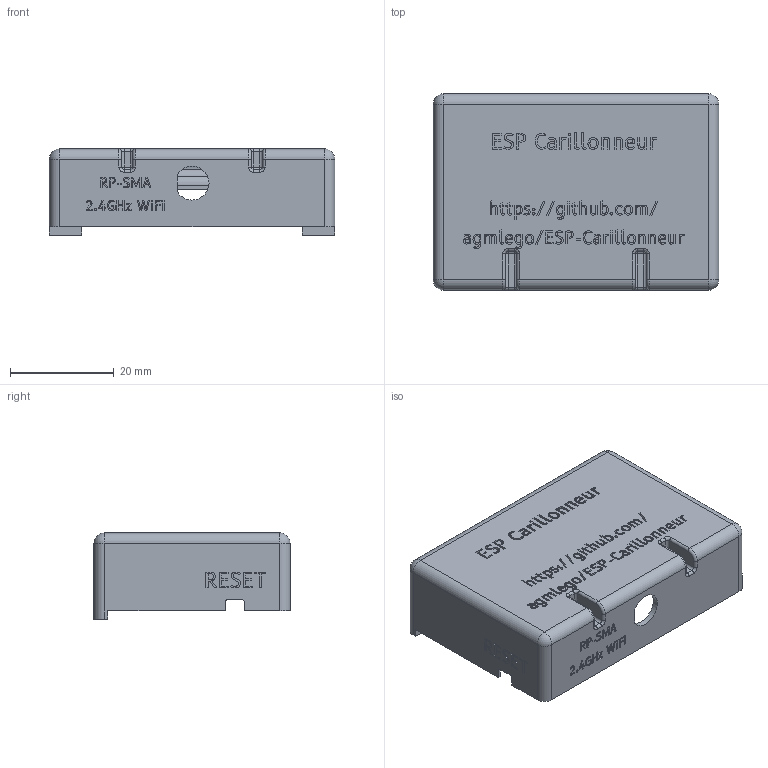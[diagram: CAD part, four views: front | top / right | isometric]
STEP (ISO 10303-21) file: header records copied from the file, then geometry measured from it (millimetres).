
FILE_DESCRIPTION(/* description */ (''),/* implementation_level */ '2;1');
FILE_NAME(/* name */ 'case.stp',/* time_stamp */ '2023-01-27T23:11:00-05:00',/* author */ ('agmlego'),/* organization */ (''),/* preprocessor_version */ 'ST-DEVELOPER v19.2',/* originating_system */ 'Autodesk Inventor 2023',/* authorisation */ '');
FILE_SCHEMA (('AUTOMOTIVE_DESIGN { 1 0 10303 214 3 1 1 }'));
Length unit declared in the file: millimetre
Products named in the file (1): case
Bounding box: 55 x 37.82 x 16.6 mm (x, y, z)
Volume: 9541.5 mm3; surface area: 9077.3 mm2
Topology: 1 solids, 1 shells, 1385 faces, 3688 edges, 2405 vertices
Faces by surface type: plane 789, bspline 448, cylinder 103, torus 30, sphere 14, cone 1
Full cylindrical faces by diameter (mm): 3.26 x4
Entity records: 50871 total; most frequent: CARTESIAN_POINT 19179, ORIENTED_EDGE 7352, DIRECTION 4913, EDGE_CURVE 3676, LINE 2539, VECTOR 2539, VERTEX_POINT 2405, EDGE_LOOP 1499
